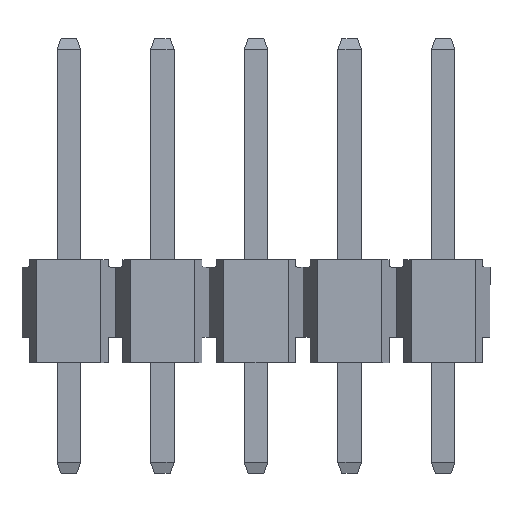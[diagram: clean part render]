
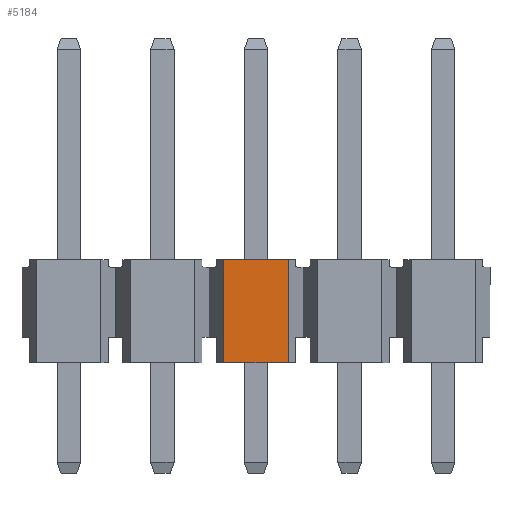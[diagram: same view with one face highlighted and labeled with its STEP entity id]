
A CAD part, top view. The second image highlights one B-rep face of the part: STEP entity #5184.
In plain terms, the highlighted planar face has unit normal (0, 0, 1).
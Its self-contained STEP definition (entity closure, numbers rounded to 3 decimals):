
#703 = CARTESIAN_POINT ( 'NONE',  ( -4.21, 2.8, 1.27 ) ) ;
#744 = DIRECTION ( 'NONE',  ( 1., 0., 0. ) ) ;
#745 = VECTOR ( 'NONE', #744, 1000. ) ;
#746 = CARTESIAN_POINT ( 'NONE',  ( -5.95, 2.8, 1.27 ) ) ;
#747 = LINE ( 'NONE', #746, #745 ) ;
#872 = CARTESIAN_POINT ( 'NONE',  ( -5.95, 2.8, 1.27 ) ) ;
#2023 = CARTESIAN_POINT ( 'NONE',  ( -5.95, 2.8, 1.27 ) ) ;
#2024 = AXIS2_PLACEMENT_3D ( 'NONE', #2023, #2054, #2053 ) ;
#2053 = DIRECTION ( 'NONE',  ( -1., 0., 0. ) ) ;
#2054 = DIRECTION ( 'NONE',  ( 0., 0., -1. ) ) ;
#2088 = PLANE ( 'NONE',  #2024 ) ;
#2089 = FACE_OUTER_BOUND ( 'NONE', #5185, .T. ) ;
#2204 = DIRECTION ( 'NONE',  ( 0., -1., 0. ) ) ;
#2296 = CARTESIAN_POINT ( 'NONE',  ( -5.95, 0., 1.27 ) ) ;
#2301 = VECTOR ( 'NONE', #2204, 1000. ) ;
#2302 = CARTESIAN_POINT ( 'NONE',  ( -5.95, 2.8, 1.27 ) ) ;
#2303 = LINE ( 'NONE', #2302, #2301 ) ;
#2332 = DIRECTION ( 'NONE',  ( 0., -1., 0. ) ) ;
#2333 = VECTOR ( 'NONE', #2332, 1000. ) ;
#2334 = CARTESIAN_POINT ( 'NONE',  ( -4.21, 2.8, 1.27 ) ) ;
#2335 = LINE ( 'NONE', #2334, #2333 ) ;
#2336 = CARTESIAN_POINT ( 'NONE',  ( -4.21, 0., 1.27 ) ) ;
#2337 = DIRECTION ( 'NONE',  ( 1., 0., 0. ) ) ;
#2338 = VECTOR ( 'NONE', #2337, 1000. ) ;
#2339 = CARTESIAN_POINT ( 'NONE',  ( -5.95, 0., 1.27 ) ) ;
#2340 = LINE ( 'NONE', #2339, #2338 ) ;
#4514 = VERTEX_POINT ( 'NONE', #703 ) ;
#4572 = VERTEX_POINT ( 'NONE', #872 ) ;
#4574 = EDGE_CURVE ( 'NONE', #4572, #4514, #747, .T. ) ;
#5184 = ADVANCED_FACE ( 'NONE', ( #2089 ), #2088, .F. ) ;
#5185 = EDGE_LOOP ( 'NONE', ( #5186, #5316, #5318, #5320 ) ) ;
#5186 = ORIENTED_EDGE ( 'NONE', *, *, #5314, .T. ) ;
#5300 = EDGE_CURVE ( 'NONE', #4572, #5303, #2303, .T. ) ;
#5303 = VERTEX_POINT ( 'NONE', #2296 ) ;
#5314 = EDGE_CURVE ( 'NONE', #5303, #5315, #2340, .T. ) ;
#5315 = VERTEX_POINT ( 'NONE', #2336 ) ;
#5316 = ORIENTED_EDGE ( 'NONE', *, *, #5317, .F. ) ;
#5317 = EDGE_CURVE ( 'NONE', #4514, #5315, #2335, .T. ) ;
#5318 = ORIENTED_EDGE ( 'NONE', *, *, #4574, .F. ) ;
#5320 = ORIENTED_EDGE ( 'NONE', *, *, #5300, .T. ) ;
